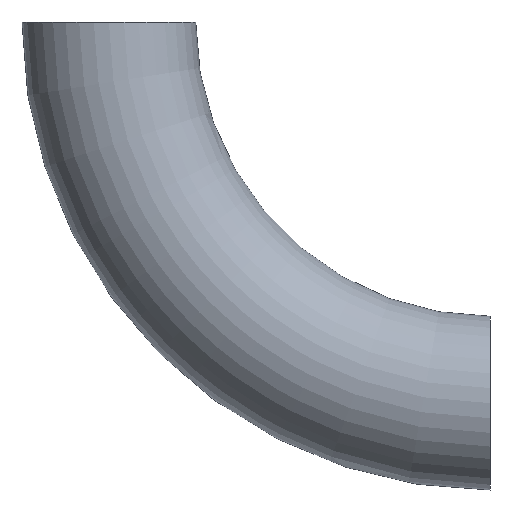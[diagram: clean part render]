
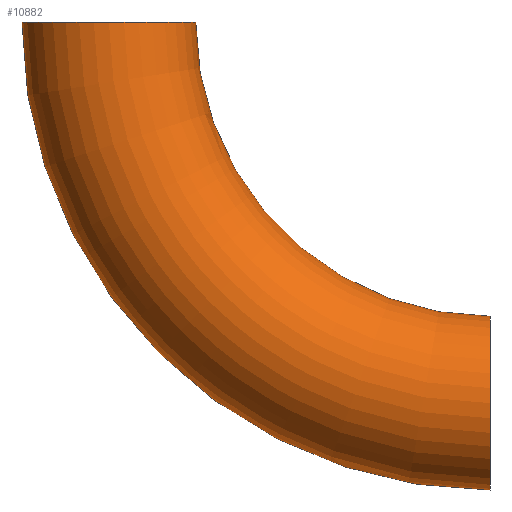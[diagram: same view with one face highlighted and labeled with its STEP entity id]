
A CAD part, left-side view. The second image highlights one B-rep face of the part: STEP entity #10882.
In plain terms, the highlighted toroidal (fillet/blend) face has major radius 93 mm and minor radius 21.2 mm.
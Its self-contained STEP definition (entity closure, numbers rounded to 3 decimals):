
#80 = CIRCLE ( 'NONE', #6783, 114.2 ) ;
#102 = CARTESIAN_POINT ( 'NONE',  ( 0., 0., -71.8 ) ) ;
#146 = DIRECTION ( 'NONE',  ( 0., 0., 1. ) ) ;
#282 = DIRECTION ( 'NONE',  ( 0., 0., 1. ) ) ;
#1079 = FACE_OUTER_BOUND ( 'NONE', #1773, .T. ) ;
#1364 = DIRECTION ( 'NONE',  ( -1., 0., 0. ) ) ;
#1511 = DIRECTION ( 'NONE',  ( 0., 0., 1. ) ) ;
#1587 = CARTESIAN_POINT ( 'NONE',  ( 0., 114.2, 0. ) ) ;
#1773 = EDGE_LOOP ( 'NONE', ( #2067, #4037, #6098, #7447 ) ) ;
#1920 = VERTEX_POINT ( 'NONE', #5893 ) ;
#2067 = ORIENTED_EDGE ( 'NONE', *, *, #7317, .F. ) ;
#2144 = CARTESIAN_POINT ( 'NONE',  ( 0., 0., 0. ) ) ;
#2205 = CARTESIAN_POINT ( 'NONE',  ( 0., 0., -114.2 ) ) ;
#2418 = CARTESIAN_POINT ( 'NONE',  ( 0., 0., -93. ) ) ;
#2569 = AXIS2_PLACEMENT_3D ( 'NONE', #2418, #10028, #1511 ) ;
#2581 = AXIS2_PLACEMENT_3D ( 'NONE', #11355, #2698, #11281 ) ;
#2698 = DIRECTION ( 'NONE',  ( -1., 0., 0. ) ) ;
#3545 = EDGE_CURVE ( 'NONE', #4032, #10106, #7526, .T. ) ;
#3858 = DIRECTION ( 'NONE',  ( -1., 0., 0. ) ) ;
#3917 = CIRCLE ( 'NONE', #2581, 71.8 ) ;
#4032 = VERTEX_POINT ( 'NONE', #2205 ) ;
#4037 = ORIENTED_EDGE ( 'NONE', *, *, #4634, .T. ) ;
#4120 = AXIS2_PLACEMENT_3D ( 'NONE', #6029, #1364, #5149 ) ;
#4634 = EDGE_CURVE ( 'NONE', #6394, #4032, #80, .T. ) ;
#5149 = DIRECTION ( 'NONE',  ( 0., 0., 1. ) ) ;
#5545 = TOROIDAL_SURFACE ( 'NONE', #4120, 93., 21.2 ) ;
#5893 = CARTESIAN_POINT ( 'NONE',  ( 0., 71.8, 0. ) ) ;
#5906 = CARTESIAN_POINT ( 'NONE',  ( 0., 93., 0. ) ) ;
#6029 = CARTESIAN_POINT ( 'NONE',  ( 0., 0., 0. ) ) ;
#6098 = ORIENTED_EDGE ( 'NONE', *, *, #3545, .T. ) ;
#6394 = VERTEX_POINT ( 'NONE', #1587 ) ;
#6783 = AXIS2_PLACEMENT_3D ( 'NONE', #2144, #3858, #146 ) ;
#7317 = EDGE_CURVE ( 'NONE', #6394, #1920, #9892, .T. ) ;
#7447 = ORIENTED_EDGE ( 'NONE', *, *, #9532, .F. ) ;
#7526 = CIRCLE ( 'NONE', #2569, 21.2 ) ;
#9532 = EDGE_CURVE ( 'NONE', #1920, #10106, #3917, .T. ) ;
#9892 = CIRCLE ( 'NONE', #10059, 21.2 ) ;
#10028 = DIRECTION ( 'NONE',  ( 0., 1., 0. ) ) ;
#10059 = AXIS2_PLACEMENT_3D ( 'NONE', #5906, #282, #10644 ) ;
#10106 = VERTEX_POINT ( 'NONE', #102 ) ;
#10644 = DIRECTION ( 'NONE',  ( 0., -1., 0. ) ) ;
#10882 = ADVANCED_FACE ( 'NONE', ( #1079 ), #5545, .T. ) ;
#11281 = DIRECTION ( 'NONE',  ( 0., 0., 1. ) ) ;
#11355 = CARTESIAN_POINT ( 'NONE',  ( 0., 0., 0. ) ) ;
